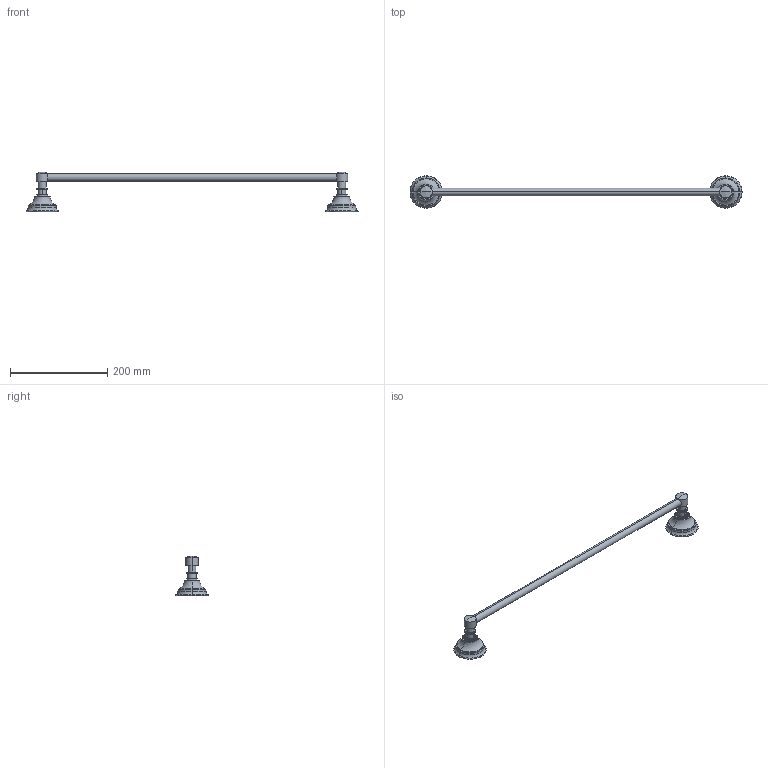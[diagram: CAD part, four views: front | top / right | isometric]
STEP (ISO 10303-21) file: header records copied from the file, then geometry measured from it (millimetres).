
FILE_DESCRIPTION((''),'2;1');
FILE_NAME('30-02_WEB','2010-11-11T',('project'),(''),'PRO/ENGINEER BY PARAMETRIC TECHNOLOGY CORPORATION, 2009300','PRO/ENGINEER BY PARAMETRIC TECHNOLOGY CORPORATION, 2009300','');
FILE_SCHEMA(('CONFIG_CONTROL_DESIGN'));
Length unit declared in the file: inch
Products named in the file (1): 30-02_WEB
Bounding box: 682.18 x 66.66 x 81.36 mm (x, y, z)
Surface area: 66269.8 mm2 (no closed solid volume)
Topology: 0 solids, 19 shells, 82 faces, 206 edges, 136 vertices
Faces by surface type: cylinder 30, torus 24, plane 18, bspline 6, cone 4
Entity records: 3460 total; most frequent: CARTESIAN_POINT 1520, DIRECTION 446, ORIENTED_EDGE 328, AXIS2_PLACEMENT_3D 202, EDGE_CURVE 202, VERTEX_POINT 136, CIRCLE 126, EDGE_LOOP 82
